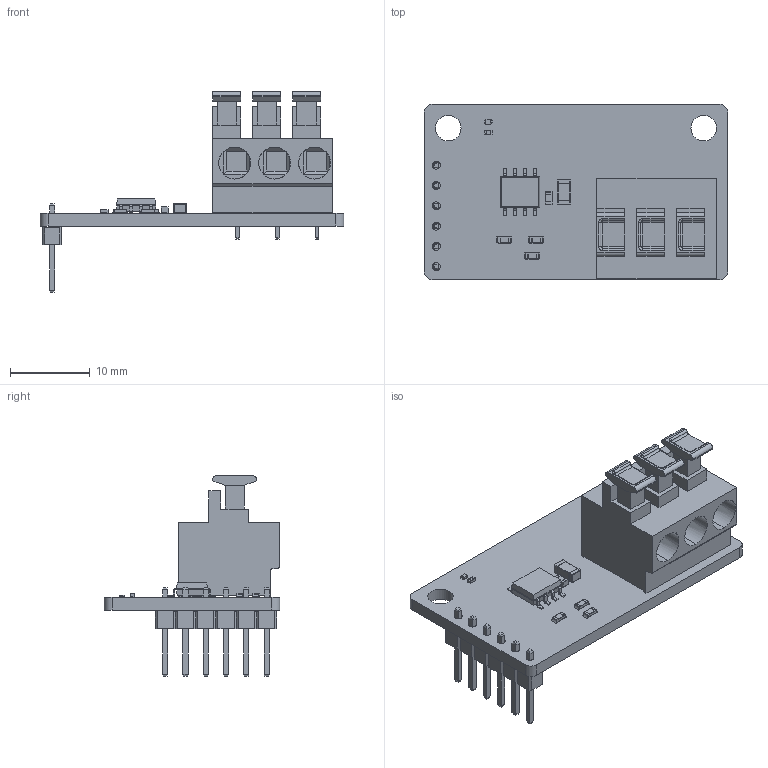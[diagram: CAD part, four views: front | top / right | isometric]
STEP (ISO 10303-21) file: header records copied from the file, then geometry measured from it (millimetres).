
FILE_DESCRIPTION(('KiCad electronic assembly'),'2;1');
FILE_NAME('RS-485_breakout_3D.step','2021-10-18T10:06:26',('Pcbnew'),( 'Kicad'),'Open CASCADE STEP processor 7.5','KiCad to STEP converter' ,'Unknown');
FILE_SCHEMA(('AUTOMOTIVE_DESIGN { 1 0 10303 214 1 1 1 1 }'));
Length unit declared in the file: millimetre
Products named in the file (18): RS-485_breakout_3D 1; 0603R; SOLID; 0402R; COMPOUND; KF232 3P; SOIC-8-SWB; 0402LED; 1206C; 0603C; 6x_Male_Pin_2.54_mm
Assembly tree (19 placements, depth 3):
  RS-485_breakout_3D 1
    0603R  x3
      SOLID
    0402R
      COMPOUND
    KF232 3P
      SOLID
    SOIC-8-SWB
      COMPOUND
    0402LED
      COMPOUND
    1206C
      COMPOUND
    0603C
      COMPOUND
    6x_Male_Pin_2.54_mm
      COMPOUND
    COMPOUND
Bounding box: 38 x 22 x 25.16 mm (x, y, z)
Volume: 3079.3 mm3; surface area: 4003.2 mm2
Topology: 37 solids, 37 shells, 942 faces, 2324 edges, 1439 vertices
Faces by surface type: bspline 918, cylinder 18, plane 6
Full cylindrical faces by diameter (mm): 1 x6, 1.2 x6, 3.2 x2
Entity records: 47435 total; most frequent: CARTESIAN_POINT 18593, B_SPLINE_CURVE_WITH_KNOTS 5210, ORIENTED_EDGE 3996, PCURVE 3996, DEFINITIONAL_REPRESENTATION 3996, EDGE_CURVE 1998, SURFACE_CURVE 1984, VERTEX_POINT 1271
